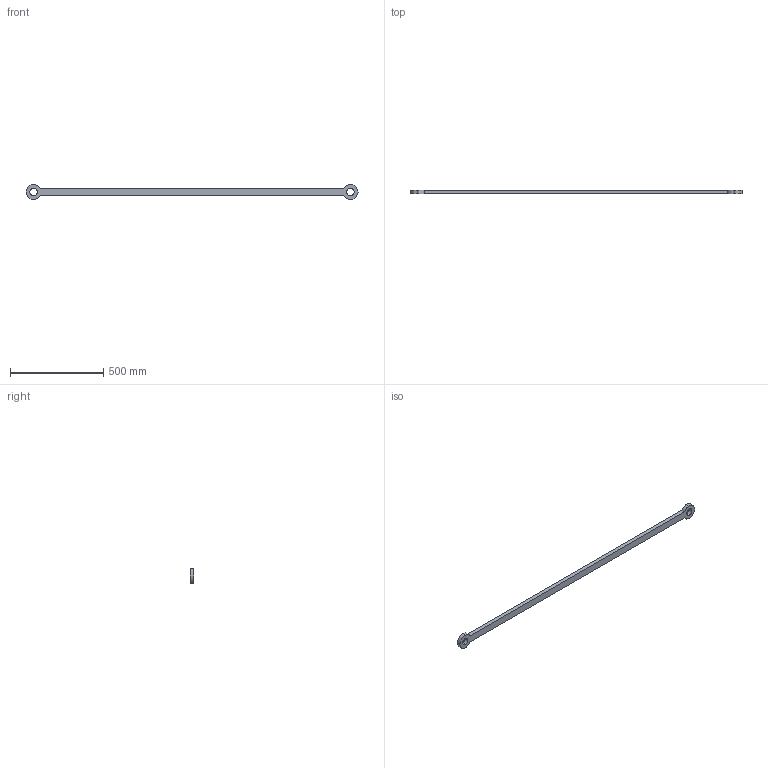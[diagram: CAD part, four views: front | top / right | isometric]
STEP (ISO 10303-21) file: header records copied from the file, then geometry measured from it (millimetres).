
FILE_DESCRIPTION (( 'STEP AP203' ), '1' );
FILE_NAME ('lock_arm by Long_Default_sldprt.STEP', '2023-03-30T07:40:29', ( '' ), ( '' ), 'SwSTEP 2.0', 'SolidWorks 2021', '' );
FILE_SCHEMA (( 'CONFIG_CONTROL_DESIGN' ));
Length unit declared in the file: millimetre
Products named in the file (1): lock_arm by Long_Default_sldprt
Bounding box: 1781.99 x 20 x 81.73 mm (x, y, z)
Volume: 1457114.3 mm3; surface area: 224496.1 mm2
Topology: 1 solids, 1 shells, 14 faces, 36 edges, 24 vertices
Faces by surface type: cylinder 10, plane 4
Entity records: 525 total; most frequent: DIRECTION 86, CARTESIAN_POINT 75, ORIENTED_EDGE 72, EDGE_CURVE 36, AXIS2_PLACEMENT_3D 35, VERTEX_POINT 24, CIRCLE 20, EDGE_LOOP 18
